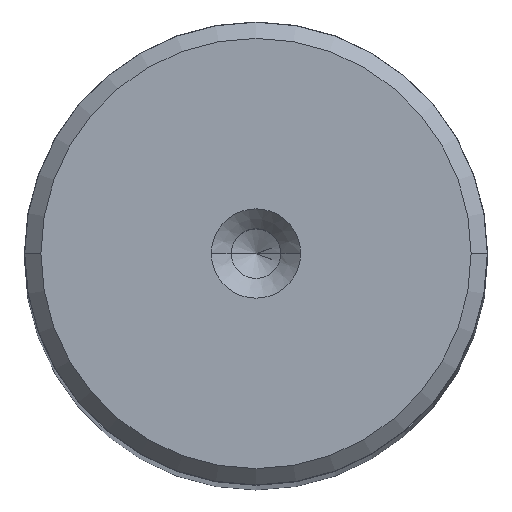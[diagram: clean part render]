
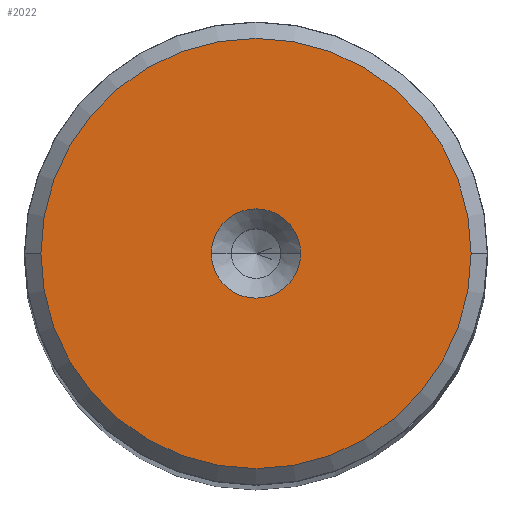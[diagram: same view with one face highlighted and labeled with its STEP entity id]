
A CAD part, top view. The second image highlights one B-rep face of the part: STEP entity #2022.
In plain terms, the highlighted planar face has unit normal (0, 0, 1).
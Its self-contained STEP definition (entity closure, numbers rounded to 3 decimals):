
#227 = DIRECTION ( 'NONE',  ( 0., 0., 1. ) ) ;
#326 = CIRCLE ( 'NONE', #2938, 2.7 ) ;
#442 = AXIS2_PLACEMENT_3D ( 'NONE', #877, #2952, #2282 ) ;
#457 = CARTESIAN_POINT ( 'NONE',  ( -13.012, 0., 170. ) ) ;
#462 = VERTEX_POINT ( 'NONE', #1114 ) ;
#500 = DIRECTION ( 'NONE',  ( 0., 0., 1. ) ) ;
#603 = EDGE_CURVE ( 'NONE', #2129, #820, #326, .T. ) ;
#612 = ORIENTED_EDGE ( 'NONE', *, *, #2324, .F. ) ;
#726 = VERTEX_POINT ( 'NONE', #457 ) ;
#759 = ORIENTED_EDGE ( 'NONE', *, *, #2517, .T. ) ;
#772 = CIRCLE ( 'NONE', #818, 13.012 ) ;
#818 = AXIS2_PLACEMENT_3D ( 'NONE', #2342, #2803, #996 ) ;
#820 = VERTEX_POINT ( 'NONE', #1657 ) ;
#877 = CARTESIAN_POINT ( 'NONE',  ( 0., 0., 170. ) ) ;
#974 = EDGE_LOOP ( 'NONE', ( #759, #2484 ) ) ;
#996 = DIRECTION ( 'NONE',  ( 1., 0., 0. ) ) ;
#1114 = CARTESIAN_POINT ( 'NONE',  ( 13.012, 0., 170. ) ) ;
#1157 = DIRECTION ( 'NONE',  ( 1., 0., 0. ) ) ;
#1255 = ORIENTED_EDGE ( 'NONE', *, *, #603, .F. ) ;
#1518 = EDGE_CURVE ( 'NONE', #462, #726, #1936, .T. ) ;
#1657 = CARTESIAN_POINT ( 'NONE',  ( 2.7, 0., 170. ) ) ;
#1695 = DIRECTION ( 'NONE',  ( 1., 0., 0. ) ) ;
#1830 = FACE_BOUND ( 'NONE', #2748, .T. ) ;
#1847 = CARTESIAN_POINT ( 'NONE',  ( 0., 0., 170. ) ) ;
#1936 = CIRCLE ( 'NONE', #2417, 13.012 ) ;
#2022 = ADVANCED_FACE ( 'NONE', ( #1830, #2978 ), #2745, .T. ) ;
#2115 = DIRECTION ( 'NONE',  ( 1., 0., 0. ) ) ;
#2129 = VERTEX_POINT ( 'NONE', #2515 ) ;
#2282 = DIRECTION ( 'NONE',  ( 1., 0., 0. ) ) ;
#2323 = AXIS2_PLACEMENT_3D ( 'NONE', #1847, #227, #1157 ) ;
#2324 = EDGE_CURVE ( 'NONE', #820, #2129, #2369, .T. ) ;
#2342 = CARTESIAN_POINT ( 'NONE',  ( 0., 0., 170. ) ) ;
#2369 = CIRCLE ( 'NONE', #2323, 2.7 ) ;
#2413 = DIRECTION ( 'NONE',  ( 0., 0., 1. ) ) ;
#2417 = AXIS2_PLACEMENT_3D ( 'NONE', #2627, #2413, #1695 ) ;
#2484 = ORIENTED_EDGE ( 'NONE', *, *, #1518, .T. ) ;
#2515 = CARTESIAN_POINT ( 'NONE',  ( -2.7, 0., 170. ) ) ;
#2517 = EDGE_CURVE ( 'NONE', #726, #462, #772, .T. ) ;
#2627 = CARTESIAN_POINT ( 'NONE',  ( 0., 0., 170. ) ) ;
#2745 = PLANE ( 'NONE',  #442 ) ;
#2748 = EDGE_LOOP ( 'NONE', ( #612, #1255 ) ) ;
#2779 = CARTESIAN_POINT ( 'NONE',  ( 0., 0., 170. ) ) ;
#2803 = DIRECTION ( 'NONE',  ( 0., 0., 1. ) ) ;
#2938 = AXIS2_PLACEMENT_3D ( 'NONE', #2779, #500, #2115 ) ;
#2952 = DIRECTION ( 'NONE',  ( 0., 0., 1. ) ) ;
#2978 = FACE_OUTER_BOUND ( 'NONE', #974, .T. ) ;
